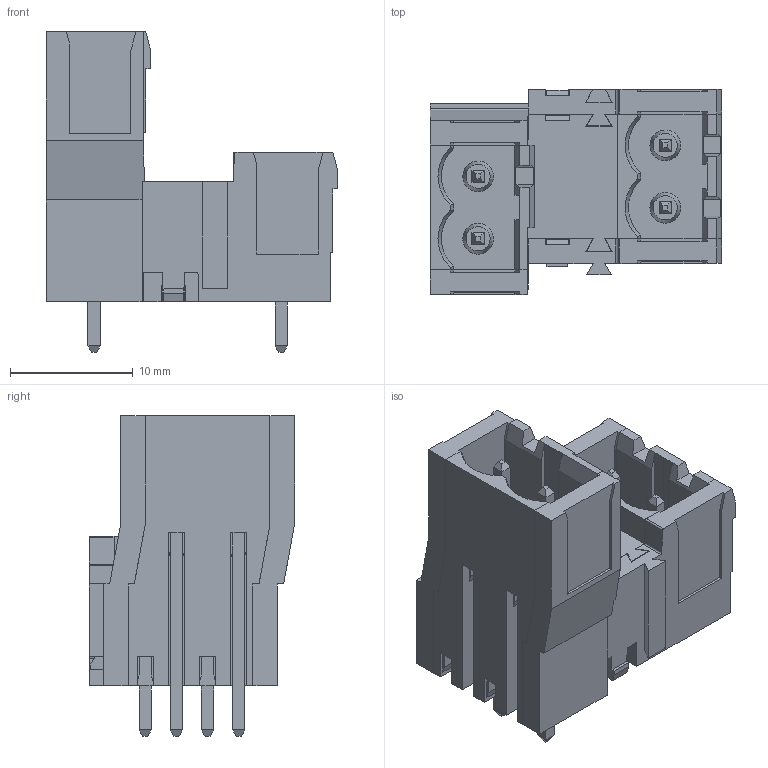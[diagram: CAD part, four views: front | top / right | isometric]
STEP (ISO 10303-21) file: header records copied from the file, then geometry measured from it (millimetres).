
FILE_DESCRIPTION(('STEP AP214'),'1');
FILE_NAME('PDSV02-5,08-V-P.stp','2017-12-12T16:38:19',(' '),(' '),'Spatial InterOp 3D',' ',' ');
FILE_SCHEMA(('automotive_design'));
Length unit declared in the file: metre
Products named in the file (3): 1; 2; 3
Bounding box: 23.74 x 16.7 x 26.1 mm (x, y, z)
Volume: 3537.2 mm3; surface area: 4577.6 mm2
Topology: 3 solids, 3 shells, 413 faces, 1137 edges, 742 vertices
Faces by surface type: plane 389, cylinder 14, cone 8, extrusion 2
Entity records: 16167 total; most frequent: CARTESIAN_POINT 2360, ORIENTED_EDGE 2258, DIRECTION 1982, EDGE_CURVE 1129, VECTOR 1078, LINE 1076, VERTEX_POINT 738, AXIS2_PLACEMENT_3D 452
